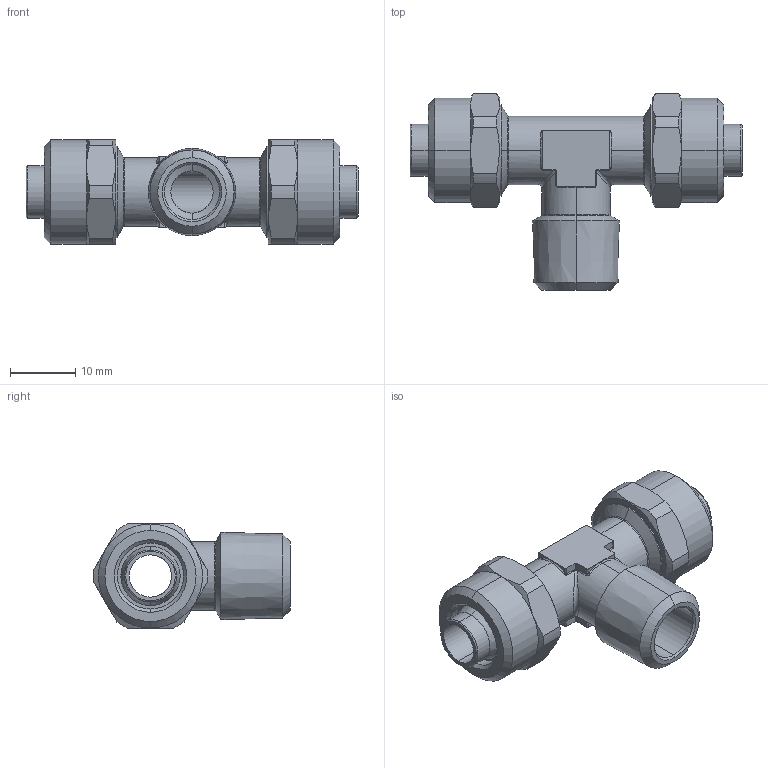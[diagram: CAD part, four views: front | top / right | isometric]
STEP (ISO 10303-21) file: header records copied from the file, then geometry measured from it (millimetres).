
FILE_DESCRIPTION (( 'STEP AP203' ), '1' );
FILE_NAME ('02100052.STEP', '2011-09-29T08:42:33', ( '' ), ( 'sopra-pneumatic' ), 'SwSTEP 2.0', 'SolidWorks 2011', '' );
FILE_SCHEMA (( 'CONFIG_CONTROL_DESIGN' ));
Length unit declared in the file: millimetre
Products named in the file (1): 02100052
Bounding box: 51 x 30.24 x 16 mm (x, y, z)
Volume: 6354.2 mm3; surface area: 4907.2 mm2
Topology: 1 solids, 1 shells, 195 faces, 456 edges, 264 vertices
Faces by surface type: cylinder 70, cone 42, plane 39, bspline 22, torus 18, sphere 4
Entity records: 6123 total; most frequent: CARTESIAN_POINT 1736, DIRECTION 924, ORIENTED_EDGE 904, EDGE_CURVE 452, AXIS2_PLACEMENT_3D 384, VERTEX_POINT 264, CIRCLE 210, EDGE_LOOP 204
